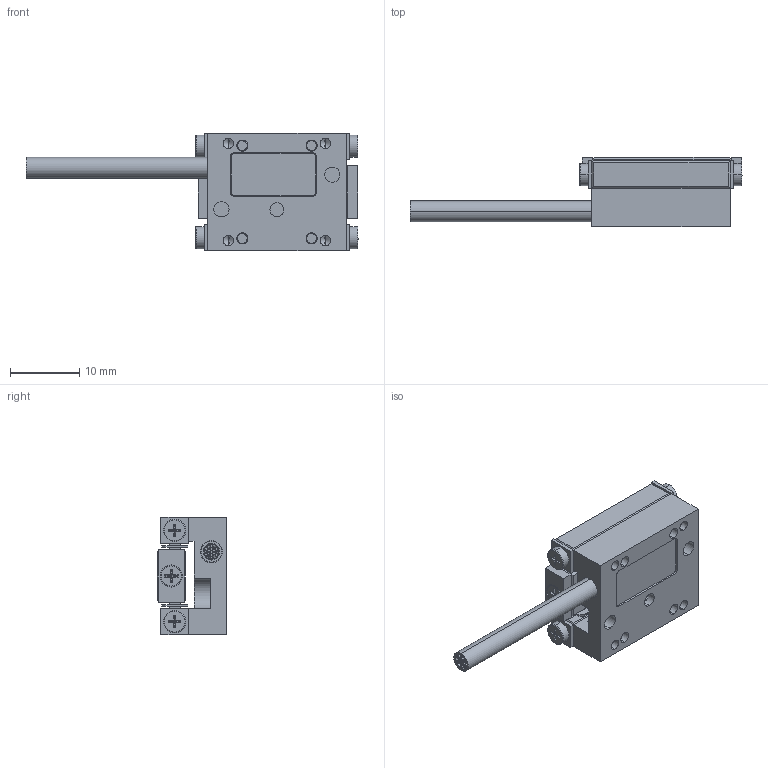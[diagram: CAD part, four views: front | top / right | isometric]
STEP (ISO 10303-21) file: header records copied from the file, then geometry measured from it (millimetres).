
FILE_DESCRIPTION (( 'STEP AP214' ), '1' );
FILE_NAME ('PP-18-11X00.STEP', '2024-07-24T15:30:17', ( '' ), ( '' ), 'SwSTEP 2.0', 'SolidWorks 2023', '' );
FILE_SCHEMA (( 'AUTOMOTIVE_DESIGN' ));
Length unit declared in the file: millimetre
Products named in the file (9): PP-18-11X00; NB Slide Way SVW 1000 Cage_SVW 1020-6Z Custom; SCREW, MS-PPH, M-JCIS_M1.6 x 0.35 x 4mm; NB Slide Way SVW 1000 Rail_SVW 1020 IKO; 130160 Bearing, NB, Slide Way, SVW 1000_SVW 1020 IKO Version (Movable to Limits); Cooner Black Cable_L30; PP-18, Base, Master Part_20; NB Slide Way SVW 1000 Center Way_SVW 1020 IKO; PPS-20, Back Cover, Master Part
Assembly tree (13 placements, depth 3):
  PP-18-11X00
    PP-18, Base, Master Part_20
    130160 Bearing, NB, Slide Way, SVW 1000_SVW 1020 IKO Version (Movable to Limits)
      NB Slide Way SVW 1000 Rail_SVW 1020 IKO  x2
      NB Slide Way SVW 1000 Center Way_SVW 1020 IKO
      NB Slide Way SVW 1000 Cage_SVW 1020-6Z Custom  x2
    PPS-20, Back Cover, Master Part
    SCREW, MS-PPH, M-JCIS_M1.6 x 0.35 x 4mm  x4
    Cooner Black Cable_L30
Bounding box: 47.9 x 10 x 17 mm (x, y, z)
Volume: 2540.6 mm3; surface area: 5002.9 mm2
Topology: 25 solids, 25 shells, 611 faces, 1535 edges, 1002 vertices
Faces by surface type: plane 386, cylinder 148, torus 36, bspline 25, cone 16
Entity records: 57052 total; most frequent: CARTESIAN_POINT 47098, ORIENTED_EDGE 1998, DIRECTION 1942, EDGE_CURVE 999, VECTOR 660, LINE 660, VERTEX_POINT 658, AXIS2_PLACEMENT_3D 641
